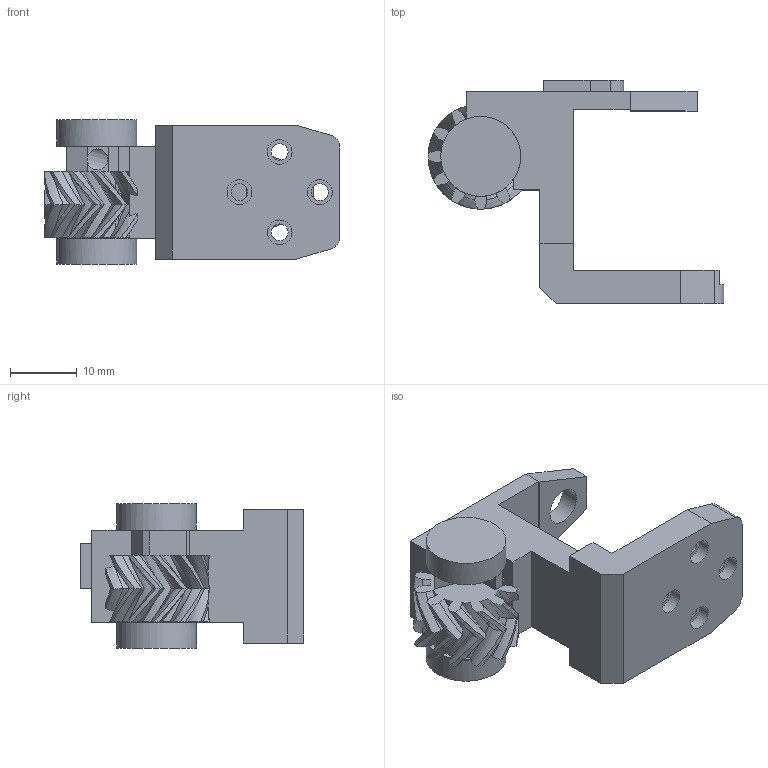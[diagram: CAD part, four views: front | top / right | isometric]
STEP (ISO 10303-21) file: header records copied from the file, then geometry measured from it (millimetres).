
FILE_DESCRIPTION(/* description */ (''),/* implementation_level */ '2;1');
FILE_NAME(/* name */ 'mcp_forward_metal.stp',/* time_stamp */ '2025-01-01T16:55:04-05:00',/* author */ ('Kenny'),/* organization */ (''),/* preprocessor_version */ 'ST-DEVELOPER v20',/* originating_system */ 'Autodesk Inventor 2025',/* authorisation */ '');
FILE_SCHEMA (('AUTOMOTIVE_DESIGN { 1 0 10303 214 3 1 1 }'));
Length unit declared in the file: millimetre
Products named in the file (1): axle_4_gear_metal_MIR1
Bounding box: 44.22 x 33.4 x 21.55 mm (x, y, z)
Volume: 7918.2 mm3; surface area: 5105.6 mm2
Topology: 1 solids, 1 shells, 200 faces, 534 edges, 339 vertices
Faces by surface type: plane 87, bspline 84, cylinder 29
Full cylindrical faces by diameter (mm): 2.5 x4, 3.7 x4, 5.6 x1, 11.95 x2
Entity records: 13574 total; most frequent: CARTESIAN_POINT 8987, ORIENTED_EDGE 1066, DIRECTION 610, EDGE_CURVE 533, VERTEX_POINT 339, B_SPLINE_CURVE_WITH_KNOTS 243, EDGE_LOOP 216, AXIS2_PLACEMENT_3D 208
